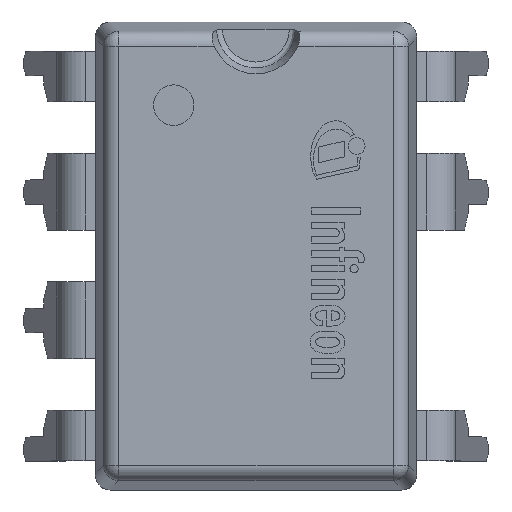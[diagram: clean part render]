
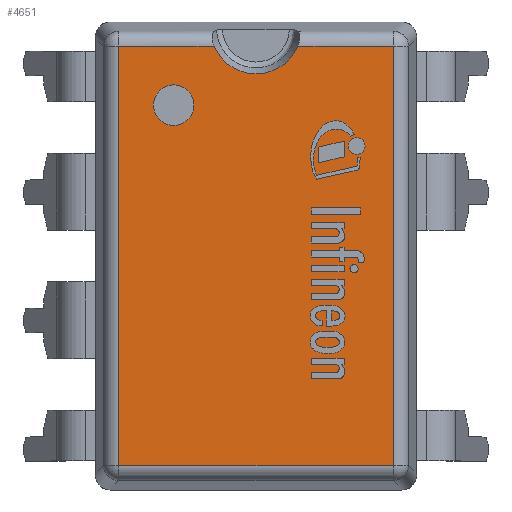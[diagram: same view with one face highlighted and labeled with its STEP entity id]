
A CAD part, top view. The second image highlights one B-rep face of the part: STEP entity #4651.
In plain terms, the highlighted planar face has unit normal (0, 0, 1).
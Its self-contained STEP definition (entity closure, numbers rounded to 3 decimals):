
#102=FACE_BOUND('',#1798,.T.);
#183=LINE('',#6641,#735);
#185=LINE('',#6651,#737);
#187=LINE('',#6661,#739);
#189=LINE('',#6664,#741);
#198=LINE('',#6690,#750);
#735=VECTOR('',#5324,1.);
#737=VECTOR('',#5336,1.);
#739=VECTOR('',#5348,1.);
#741=VECTOR('',#5352,1.);
#750=VECTOR('',#5379,1.);
#1287=PLANE('',#4978);
#1515=FACE_OUTER_BOUND('',#1797,.T.);
#1797=EDGE_LOOP('',(#3343,#3344,#3345,#3346,#3347,#3348));
#1798=EDGE_LOOP('',(#3349));
#2073=CIRCLE('',#4946,0.899);
#2087=CIRCLE('',#4979,0.401);
#2161=VERTEX_POINT('',#6600);
#2162=VERTEX_POINT('',#6611);
#2164=VERTEX_POINT('',#6626);
#2169=VERTEX_POINT('',#6636);
#2172=VERTEX_POINT('',#6646);
#2175=VERTEX_POINT('',#6656);
#2184=VERTEX_POINT('',#6695);
#2609=EDGE_CURVE('',#2162,#2161,#2073,.T.);
#2619=EDGE_CURVE('',#2164,#2169,#183,.T.);
#2624=EDGE_CURVE('',#2169,#2172,#185,.T.);
#2629=EDGE_CURVE('',#2172,#2175,#187,.T.);
#2631=EDGE_CURVE('',#2175,#2161,#189,.T.);
#2644=EDGE_CURVE('',#2162,#2164,#198,.T.);
#2647=EDGE_CURVE('',#2184,#2184,#2087,.T.);
#3343=ORIENTED_EDGE('',*,*,#2631,.F.);
#3344=ORIENTED_EDGE('',*,*,#2629,.F.);
#3345=ORIENTED_EDGE('',*,*,#2624,.F.);
#3346=ORIENTED_EDGE('',*,*,#2619,.F.);
#3347=ORIENTED_EDGE('',*,*,#2644,.F.);
#3348=ORIENTED_EDGE('',*,*,#2609,.T.);
#3349=ORIENTED_EDGE('',*,*,#2647,.T.);
#4651=ADVANCED_FACE('',(#1515,#102),#1287,.T.);
#4946=AXIS2_PLACEMENT_3D('',#6612,#5301,#5302);
#4978=AXIS2_PLACEMENT_3D('',#6694,#5384,#5385);
#4979=AXIS2_PLACEMENT_3D('',#6696,#5386,#5387);
#5301=DIRECTION('center_axis',(0.,0.,-1.));
#5302=DIRECTION('ref_axis',(0.178,-0.984,0.));
#5324=DIRECTION('',(0.,-1.,0.));
#5336=DIRECTION('',(-1.,0.,0.));
#5348=DIRECTION('',(0.,1.,0.));
#5352=DIRECTION('',(1.,0.,0.));
#5379=DIRECTION('',(1.,0.,0.));
#5384=DIRECTION('center_axis',(0.,0.,1.));
#5385=DIRECTION('ref_axis',(0.,-1.,0.));
#5386=DIRECTION('center_axis',(0.,0.,-1.));
#5387=DIRECTION('ref_axis',(0.,1.,0.));
#6600=CARTESIAN_POINT('',(-0.828,4.144,4.));
#6611=CARTESIAN_POINT('',(0.828,4.144,4.));
#6612=CARTESIAN_POINT('Origin',(0.,4.494,4.));
#6626=CARTESIAN_POINT('',(2.717,4.144,4.));
#6636=CARTESIAN_POINT('',(2.717,-4.144,4.));
#6641=CARTESIAN_POINT('',(2.717,2.313,4.));
#6646=CARTESIAN_POINT('',(-2.717,-4.144,4.));
#6651=CARTESIAN_POINT('',(1.588,-4.144,4.));
#6656=CARTESIAN_POINT('',(-2.717,4.144,4.));
#6661=CARTESIAN_POINT('',(-2.717,-2.313,4.));
#6664=CARTESIAN_POINT('',(-1.588,4.144,4.));
#6690=CARTESIAN_POINT('',(-1.588,4.144,4.));
#6694=CARTESIAN_POINT('Origin',(0.,0.,4.));
#6695=CARTESIAN_POINT('',(-1.627,2.577,4.));
#6696=CARTESIAN_POINT('Origin',(-1.627,2.979,4.));
